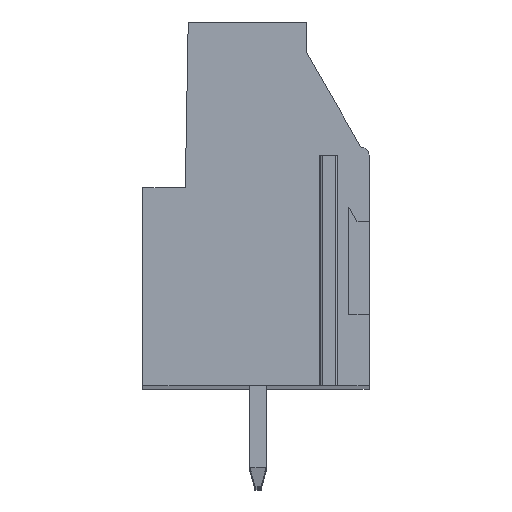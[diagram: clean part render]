
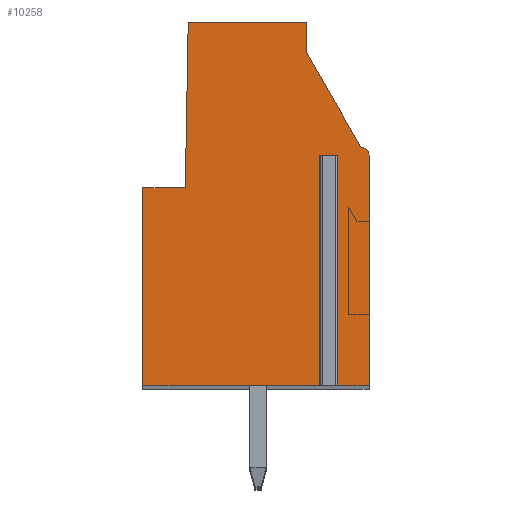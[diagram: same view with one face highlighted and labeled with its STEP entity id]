
A CAD part, top view. The second image highlights one B-rep face of the part: STEP entity #10258.
In plain terms, the highlighted planar face has unit normal (0, 0, 1).
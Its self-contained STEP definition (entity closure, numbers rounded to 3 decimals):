
#1072=DIRECTION('',(1.,0.,0.));
#1073=VECTOR('',#1072,0.5);
#1074=CARTESIAN_POINT('',(3.347,2.4,2.5));
#1075=LINE('',#1074,#1073);
#1076=DIRECTION('',(0.,1.,0.));
#1077=VECTOR('',#1076,11.4);
#1078=CARTESIAN_POINT('',(3.347,-9.,2.5));
#1079=LINE('',#1078,#1077);
#1080=DIRECTION('',(1.,0.,0.));
#1081=VECTOR('',#1080,8.95);
#1082=CARTESIAN_POINT('',(-5.603,-9.,2.5));
#1083=LINE('',#1082,#1081);
#1084=DIRECTION('',(0.,-1.,0.));
#1085=VECTOR('',#1084,9.8);
#1086=CARTESIAN_POINT('',(-5.603,0.8,2.5));
#1087=LINE('',#1086,#1085);
#1088=DIRECTION('',(-1.,0.,0.));
#1089=VECTOR('',#1088,2.1);
#1090=CARTESIAN_POINT('',(-3.503,0.8,2.5));
#1091=LINE('',#1090,#1089);
#1092=DIRECTION('',(-0.017,-1.,0.));
#1093=VECTOR('',#1092,8.201);
#1094=CARTESIAN_POINT('',(-3.36,9.,2.5));
#1095=LINE('',#1094,#1093);
#1096=DIRECTION('',(-1.,0.,0.));
#1097=VECTOR('',#1096,5.86);
#1098=CARTESIAN_POINT('',(2.5,9.,2.5));
#1099=LINE('',#1098,#1097);
#1100=DIRECTION('',(0.,1.,0.));
#1101=VECTOR('',#1100,1.523);
#1102=CARTESIAN_POINT('',(2.5,7.477,2.5));
#1103=LINE('',#1102,#1101);
#1104=DIRECTION('',(-0.5,0.866,0.));
#1105=VECTOR('',#1104,5.394);
#1106=CARTESIAN_POINT('',(5.197,2.805,2.5));
#1107=LINE('',#1106,#1105);
#1108=CARTESIAN_POINT('',(5.197,2.405,2.5));
#1109=DIRECTION('',(0.,0.,1.));
#1110=DIRECTION('',(1.,0.,0.));
#1111=AXIS2_PLACEMENT_3D('',#1108,#1109,#1110);
#1113=DIRECTION('',(0.,1.,0.));
#1114=VECTOR('',#1113,11.405);
#1115=CARTESIAN_POINT('',(5.597,-9.,2.5));
#1116=LINE('',#1115,#1114);
#1117=DIRECTION('',(1.,0.,0.));
#1118=VECTOR('',#1117,1.75);
#1119=CARTESIAN_POINT('',(3.847,-9.,2.5));
#1120=LINE('',#1119,#1118);
#1121=DIRECTION('',(0.,1.,0.));
#1122=VECTOR('',#1121,11.4);
#1123=CARTESIAN_POINT('',(3.847,-9.,2.5));
#1124=LINE('',#1123,#1122);
#7461=CARTESIAN_POINT('',(5.597,-9.,2.5));
#7462=CARTESIAN_POINT('',(5.597,2.405,2.5));
#7463=VERTEX_POINT('',#7461);
#7464=VERTEX_POINT('',#7462);
#7465=CARTESIAN_POINT('',(5.197,2.805,2.5));
#7466=VERTEX_POINT('',#7465);
#7467=CARTESIAN_POINT('',(2.5,7.477,2.5));
#7468=VERTEX_POINT('',#7467);
#7469=CARTESIAN_POINT('',(2.5,9.,2.5));
#7470=VERTEX_POINT('',#7469);
#7471=CARTESIAN_POINT('',(-3.36,9.,2.5));
#7472=VERTEX_POINT('',#7471);
#7473=CARTESIAN_POINT('',(-3.503,0.8,2.5));
#7474=VERTEX_POINT('',#7473);
#7475=CARTESIAN_POINT('',(-5.603,0.8,2.5));
#7476=VERTEX_POINT('',#7475);
#7477=CARTESIAN_POINT('',(-5.603,-9.,2.5));
#7478=VERTEX_POINT('',#7477);
#7515=CARTESIAN_POINT('',(3.347,2.4,2.5));
#7516=CARTESIAN_POINT('',(3.847,2.4,2.5));
#7517=VERTEX_POINT('',#7515);
#7518=VERTEX_POINT('',#7516);
#7519=CARTESIAN_POINT('',(3.347,-9.,2.5));
#7520=VERTEX_POINT('',#7519);
#7521=CARTESIAN_POINT('',(3.847,-9.,2.5));
#7522=VERTEX_POINT('',#7521);
#10235=CARTESIAN_POINT('',(0.,0.,2.5));
#10236=DIRECTION('',(0.,0.,1.));
#10237=DIRECTION('',(1.,0.,0.));
#10238=AXIS2_PLACEMENT_3D('',#10235,#10236,#10237);
#10239=PLANE('',#10238);
#10241=ORIENTED_EDGE('',*,*,#10240,.F.);
#10243=ORIENTED_EDGE('',*,*,#10242,.F.);
#10244=ORIENTED_EDGE('',*,*,#9497,.F.);
#10245=ORIENTED_EDGE('',*,*,#9812,.F.);
#10246=ORIENTED_EDGE('',*,*,#9826,.F.);
#10247=ORIENTED_EDGE('',*,*,#9840,.F.);
#10248=ORIENTED_EDGE('',*,*,#9854,.F.);
#10249=ORIENTED_EDGE('',*,*,#9988,.F.);
#10250=ORIENTED_EDGE('',*,*,#10002,.F.);
#10251=ORIENTED_EDGE('',*,*,#10016,.F.);
#10252=ORIENTED_EDGE('',*,*,#10029,.F.);
#10253=ORIENTED_EDGE('',*,*,#9509,.F.);
#10255=ORIENTED_EDGE('',*,*,#10254,.T.);
#10256=EDGE_LOOP('',(#10241,#10243,#10244,#10245,#10246,#10247,#10248,#10249,
#10250,#10251,#10252,#10253,#10255));
#10257=FACE_OUTER_BOUND('',#10256,.F.);
#1112=CIRCLE('',#1111,0.4);
#9497=EDGE_CURVE('',#7478,#7520,#1083,.T.);
#9509=EDGE_CURVE('',#7522,#7463,#1120,.T.);
#9812=EDGE_CURVE('',#7476,#7478,#1087,.T.);
#9826=EDGE_CURVE('',#7474,#7476,#1091,.T.);
#9840=EDGE_CURVE('',#7472,#7474,#1095,.T.);
#9854=EDGE_CURVE('',#7470,#7472,#1099,.T.);
#9988=EDGE_CURVE('',#7468,#7470,#1103,.T.);
#10002=EDGE_CURVE('',#7466,#7468,#1107,.T.);
#10016=EDGE_CURVE('',#7464,#7466,#1112,.T.);
#10029=EDGE_CURVE('',#7463,#7464,#1116,.T.);
#10240=EDGE_CURVE('',#7517,#7518,#1075,.T.);
#10242=EDGE_CURVE('',#7520,#7517,#1079,.T.);
#10254=EDGE_CURVE('',#7522,#7518,#1124,.T.);
#10258=ADVANCED_FACE('',(#10257),#10239,.T.);
